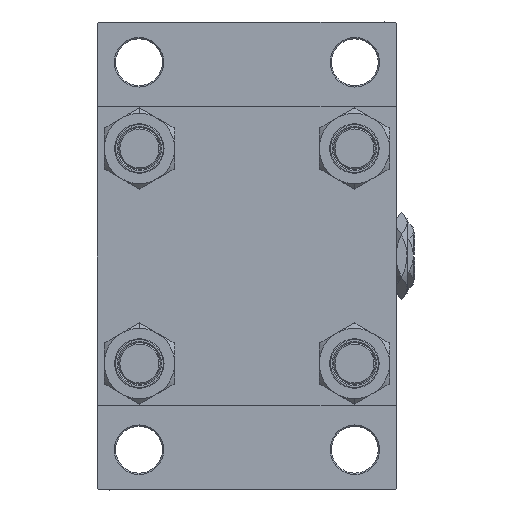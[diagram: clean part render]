
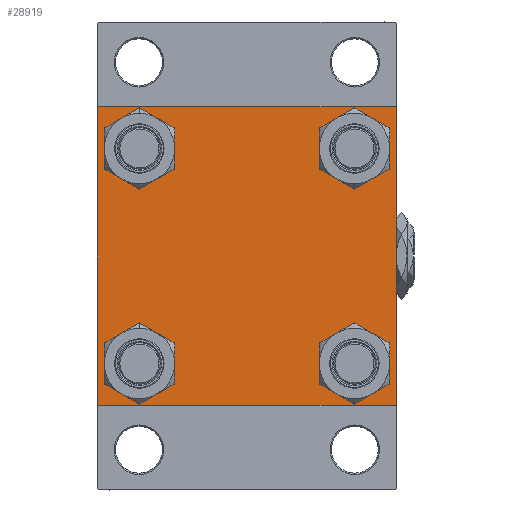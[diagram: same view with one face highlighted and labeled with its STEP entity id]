
A CAD part, left-side view. The second image highlights one B-rep face of the part: STEP entity #28919.
In plain terms, the highlighted planar face has unit normal (-1, 0, 0).
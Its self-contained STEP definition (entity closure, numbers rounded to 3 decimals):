
#99 = CARTESIAN_POINT ( 'NONE',  ( 0., -41.35, 32.85 ) ) ;
#582 = AXIS2_PLACEMENT_3D ( 'NONE', #22613, #27331, #31085 ) ;
#704 = ORIENTED_EDGE ( 'NONE', *, *, #30410, .T. ) ;
#1579 = CARTESIAN_POINT ( 'NONE',  ( 0., -41.35, -49.85 ) ) ;
#1723 = EDGE_CURVE ( 'NONE', #20679, #44819, #31673, .T. ) ;
#2017 = CARTESIAN_POINT ( 'NONE',  ( 0., 57., 57.5 ) ) ;
#2799 = ORIENTED_EDGE ( 'NONE', *, *, #29550, .T. ) ;
#2893 = CARTESIAN_POINT ( 'NONE',  ( 0., -41.35, 41.35 ) ) ;
#3027 = VERTEX_POINT ( 'NONE', #7079 ) ;
#3494 = CARTESIAN_POINT ( 'NONE',  ( 0., -57.5, 57.5 ) ) ;
#3870 = DIRECTION ( 'NONE',  ( 0., 0., 1. ) ) ;
#4118 = FACE_BOUND ( 'NONE', #37911, .T. ) ;
#4686 = EDGE_CURVE ( 'NONE', #32814, #35754, #21310, .T. ) ;
#5012 = VERTEX_POINT ( 'NONE', #14679 ) ;
#5639 = VECTOR ( 'NONE', #24686, 1000. ) ;
#5909 = EDGE_LOOP ( 'NONE', ( #36055, #2799 ) ) ;
#6206 = DIRECTION ( 'NONE',  ( 0., 0., 1. ) ) ;
#6616 = DIRECTION ( 'NONE',  ( 1., 0., 0. ) ) ;
#7009 = DIRECTION ( 'NONE',  ( 1., 0., 0. ) ) ;
#7079 = CARTESIAN_POINT ( 'NONE',  ( 0., 41.35, -32.85 ) ) ;
#7498 = VERTEX_POINT ( 'NONE', #43876 ) ;
#7852 = CIRCLE ( 'NONE', #49412, 8.5 ) ;
#9071 = LINE ( 'NONE', #23585, #16702 ) ;
#9504 = VECTOR ( 'NONE', #35748, 1000. ) ;
#9535 = EDGE_CURVE ( 'NONE', #42148, #20679, #9071, .T. ) ;
#9545 = AXIS2_PLACEMENT_3D ( 'NONE', #48068, #49053, #14785 ) ;
#9675 = CARTESIAN_POINT ( 'NONE',  ( 0., 57.5, 57.5 ) ) ;
#9947 = CARTESIAN_POINT ( 'NONE',  ( 0., 41.35, -41.35 ) ) ;
#10481 = AXIS2_PLACEMENT_3D ( 'NONE', #29372, #6616, #18851 ) ;
#10526 = CARTESIAN_POINT ( 'NONE',  ( 0., -41.35, 41.35 ) ) ;
#10650 = DIRECTION ( 'NONE',  ( 1., 0., 0. ) ) ;
#11048 = ORIENTED_EDGE ( 'NONE', *, *, #26200, .T. ) ;
#11263 = AXIS2_PLACEMENT_3D ( 'NONE', #10526, #7009, #37286 ) ;
#11414 = CARTESIAN_POINT ( 'NONE',  ( 0., -57.5, -57. ) ) ;
#11819 = CIRCLE ( 'NONE', #9545, 8.5 ) ;
#11861 = FACE_BOUND ( 'NONE', #21323, .T. ) ;
#11870 = VERTEX_POINT ( 'NONE', #17850 ) ;
#12328 = ORIENTED_EDGE ( 'NONE', *, *, #1723, .T. ) ;
#12664 = LINE ( 'NONE', #46683, #26332 ) ;
#12746 = EDGE_CURVE ( 'NONE', #42148, #7498, #17175, .T. ) ;
#13039 = CIRCLE ( 'NONE', #32220, 8.5 ) ;
#13772 = EDGE_LOOP ( 'NONE', ( #704, #23241 ) ) ;
#14027 = CARTESIAN_POINT ( 'NONE',  ( 0., 41.35, -49.85 ) ) ;
#14075 = ORIENTED_EDGE ( 'NONE', *, *, #34183, .F. ) ;
#14216 = DIRECTION ( 'NONE',  ( 0., -1., 0. ) ) ;
#14679 = CARTESIAN_POINT ( 'NONE',  ( 0., 41.35, 32.85 ) ) ;
#14785 = DIRECTION ( 'NONE',  ( 0., 0., 1. ) ) ;
#15695 = EDGE_CURVE ( 'NONE', #11870, #29670, #18465, .T. ) ;
#16702 = VECTOR ( 'NONE', #36100, 1000. ) ;
#17175 = LINE ( 'NONE', #9675, #5639 ) ;
#17850 = CARTESIAN_POINT ( 'NONE',  ( 0., 57., -57.5 ) ) ;
#17884 = LINE ( 'NONE', #44890, #41513 ) ;
#18465 = LINE ( 'NONE', #41237, #40081 ) ;
#18851 = DIRECTION ( 'NONE',  ( 0., 0., 1. ) ) ;
#19509 = ORIENTED_EDGE ( 'NONE', *, *, #46814, .T. ) ;
#20679 = VERTEX_POINT ( 'NONE', #29307 ) ;
#20732 = DIRECTION ( 'NONE',  ( 1., 0., 0. ) ) ;
#21310 = CIRCLE ( 'NONE', #582, 8.5 ) ;
#21323 = EDGE_LOOP ( 'NONE', ( #19509, #41271 ) ) ;
#22309 = CARTESIAN_POINT ( 'NONE',  ( 0., -41.35, -32.85 ) ) ;
#22417 = EDGE_LOOP ( 'NONE', ( #12328, #49490, #46863, #11048, #14075, #39541, #49133, #36476 ) ) ;
#22481 = EDGE_CURVE ( 'NONE', #34934, #7498, #43254, .T. ) ;
#22613 = CARTESIAN_POINT ( 'NONE',  ( 0., -41.35, -41.35 ) ) ;
#23077 = VERTEX_POINT ( 'NONE', #99 ) ;
#23241 = ORIENTED_EDGE ( 'NONE', *, *, #26039, .T. ) ;
#23371 = PLANE ( 'NONE',  #39178 ) ;
#23585 = CARTESIAN_POINT ( 'NONE',  ( 0., 57.25, 57.25 ) ) ;
#23889 = CIRCLE ( 'NONE', #39071, 8.5 ) ;
#24686 = DIRECTION ( 'NONE',  ( 0., -1., 0. ) ) ;
#25207 = VECTOR ( 'NONE', #46679, 1000. ) ;
#25226 = CARTESIAN_POINT ( 'NONE',  ( 0., -57., -57.5 ) ) ;
#25449 = DIRECTION ( 'NONE',  ( 1., 0., 0. ) ) ;
#25972 = CARTESIAN_POINT ( 'NONE',  ( 0., 57.5, -57. ) ) ;
#26039 = EDGE_CURVE ( 'NONE', #5012, #39510, #36687, .T. ) ;
#26133 = FACE_BOUND ( 'NONE', #13772, .T. ) ;
#26200 = EDGE_CURVE ( 'NONE', #29670, #48745, #12664, .T. ) ;
#26326 = EDGE_CURVE ( 'NONE', #44662, #23077, #23889, .T. ) ;
#26332 = VECTOR ( 'NONE', #27663, 1000. ) ;
#26807 = ORIENTED_EDGE ( 'NONE', *, *, #45477, .T. ) ;
#27331 = DIRECTION ( 'NONE',  ( 1., 0., 0. ) ) ;
#27663 = DIRECTION ( 'NONE',  ( 0., -0.707, 0.707 ) ) ;
#28202 = DIRECTION ( 'NONE',  ( 1., 0., 0. ) ) ;
#28919 = ADVANCED_FACE ( 'NONE', ( #34866, #4118, #11861, #26133, #42381 ), #23371, .T. ) ;
#29307 = CARTESIAN_POINT ( 'NONE',  ( 0., 57.5, 57. ) ) ;
#29372 = CARTESIAN_POINT ( 'NONE',  ( 0., 41.35, 41.35 ) ) ;
#29390 = VERTEX_POINT ( 'NONE', #14027 ) ;
#29550 = EDGE_CURVE ( 'NONE', #23077, #44662, #36022, .T. ) ;
#29670 = VERTEX_POINT ( 'NONE', #25226 ) ;
#30410 = EDGE_CURVE ( 'NONE', #39510, #5012, #46413, .T. ) ;
#31085 = DIRECTION ( 'NONE',  ( 0., 0., 1. ) ) ;
#31673 = LINE ( 'NONE', #31928, #25207 ) ;
#31928 = CARTESIAN_POINT ( 'NONE',  ( 0., 57.5, 57.5 ) ) ;
#31963 = DIRECTION ( 'NONE',  ( 0., 0., 1. ) ) ;
#32220 = AXIS2_PLACEMENT_3D ( 'NONE', #9947, #25449, #44213 ) ;
#32814 = VERTEX_POINT ( 'NONE', #1579 ) ;
#34183 = EDGE_CURVE ( 'NONE', #34934, #48745, #34254, .T. ) ;
#34254 = LINE ( 'NONE', #3494, #47328 ) ;
#34866 = FACE_BOUND ( 'NONE', #5909, .T. ) ;
#34934 = VERTEX_POINT ( 'NONE', #37040 ) ;
#35748 = DIRECTION ( 'NONE',  ( 0., 0.707, 0.707 ) ) ;
#35754 = VERTEX_POINT ( 'NONE', #22309 ) ;
#36010 = CARTESIAN_POINT ( 'NONE',  ( 0., -57.25, 57.25 ) ) ;
#36022 = CIRCLE ( 'NONE', #11263, 8.5 ) ;
#36055 = ORIENTED_EDGE ( 'NONE', *, *, #26326, .T. ) ;
#36100 = DIRECTION ( 'NONE',  ( 0., 0.707, -0.707 ) ) ;
#36442 = EDGE_CURVE ( 'NONE', #29390, #3027, #13039, .T. ) ;
#36476 = ORIENTED_EDGE ( 'NONE', *, *, #9535, .T. ) ;
#36687 = CIRCLE ( 'NONE', #45462, 8.5 ) ;
#37040 = CARTESIAN_POINT ( 'NONE',  ( 0., -57.5, 57. ) ) ;
#37286 = DIRECTION ( 'NONE',  ( 0., 0., 1. ) ) ;
#37379 = DIRECTION ( 'NONE',  ( 0., -0.707, -0.707 ) ) ;
#37911 = EDGE_LOOP ( 'NONE', ( #26807, #48249 ) ) ;
#38248 = DIRECTION ( 'NONE',  ( 0., 0., -1. ) ) ;
#38631 = CARTESIAN_POINT ( 'NONE',  ( 0., 0., 0. ) ) ;
#39071 = AXIS2_PLACEMENT_3D ( 'NONE', #2893, #10650, #3870 ) ;
#39178 = AXIS2_PLACEMENT_3D ( 'NONE', #38631, #41407, #47377 ) ;
#39510 = VERTEX_POINT ( 'NONE', #40208 ) ;
#39541 = ORIENTED_EDGE ( 'NONE', *, *, #22481, .T. ) ;
#40081 = VECTOR ( 'NONE', #14216, 1000. ) ;
#40208 = CARTESIAN_POINT ( 'NONE',  ( 0., 41.35, 49.85 ) ) ;
#41237 = CARTESIAN_POINT ( 'NONE',  ( 0., 57.5, -57.5 ) ) ;
#41271 = ORIENTED_EDGE ( 'NONE', *, *, #36442, .T. ) ;
#41407 = DIRECTION ( 'NONE',  ( -1., 0., 0. ) ) ;
#41513 = VECTOR ( 'NONE', #37379, 1000. ) ;
#42148 = VERTEX_POINT ( 'NONE', #2017 ) ;
#42273 = CARTESIAN_POINT ( 'NONE',  ( 0., -41.35, 49.85 ) ) ;
#42381 = FACE_OUTER_BOUND ( 'NONE', #22417, .T. ) ;
#43254 = LINE ( 'NONE', #36010, #9504 ) ;
#43876 = CARTESIAN_POINT ( 'NONE',  ( 0., -57., 57.5 ) ) ;
#44213 = DIRECTION ( 'NONE',  ( 0., 0., 1. ) ) ;
#44466 = CARTESIAN_POINT ( 'NONE',  ( 0., 41.35, 41.35 ) ) ;
#44662 = VERTEX_POINT ( 'NONE', #42273 ) ;
#44819 = VERTEX_POINT ( 'NONE', #25972 ) ;
#44890 = CARTESIAN_POINT ( 'NONE',  ( 0., 57.25, -57.25 ) ) ;
#45462 = AXIS2_PLACEMENT_3D ( 'NONE', #44466, #20732, #6206 ) ;
#45477 = EDGE_CURVE ( 'NONE', #35754, #32814, #11819, .T. ) ;
#46413 = CIRCLE ( 'NONE', #10481, 8.5 ) ;
#46679 = DIRECTION ( 'NONE',  ( 0., 0., -1. ) ) ;
#46683 = CARTESIAN_POINT ( 'NONE',  ( 0., -57.25, -57.25 ) ) ;
#46814 = EDGE_CURVE ( 'NONE', #3027, #29390, #7852, .T. ) ;
#46863 = ORIENTED_EDGE ( 'NONE', *, *, #15695, .T. ) ;
#46964 = CARTESIAN_POINT ( 'NONE',  ( 0., 41.35, -41.35 ) ) ;
#47328 = VECTOR ( 'NONE', #38248, 1000. ) ;
#47377 = DIRECTION ( 'NONE',  ( 0., 0., 1. ) ) ;
#48068 = CARTESIAN_POINT ( 'NONE',  ( 0., -41.35, -41.35 ) ) ;
#48249 = ORIENTED_EDGE ( 'NONE', *, *, #4686, .T. ) ;
#48745 = VERTEX_POINT ( 'NONE', #11414 ) ;
#49053 = DIRECTION ( 'NONE',  ( 1., 0., 0. ) ) ;
#49133 = ORIENTED_EDGE ( 'NONE', *, *, #12746, .F. ) ;
#49182 = EDGE_CURVE ( 'NONE', #44819, #11870, #17884, .T. ) ;
#49412 = AXIS2_PLACEMENT_3D ( 'NONE', #46964, #28202, #31963 ) ;
#49490 = ORIENTED_EDGE ( 'NONE', *, *, #49182, .T. ) ;
